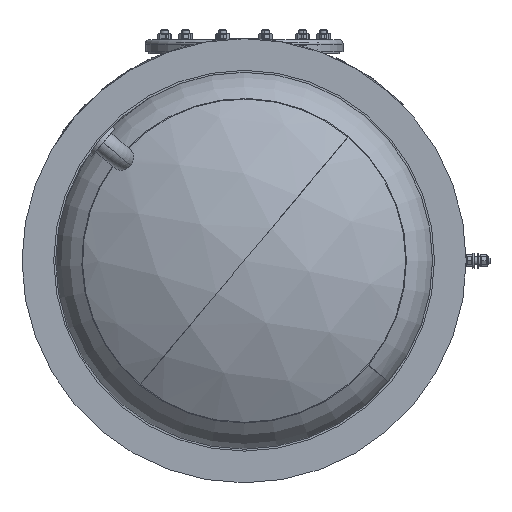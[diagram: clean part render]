
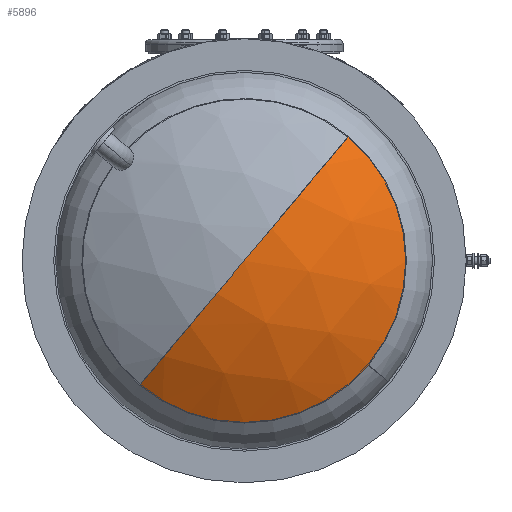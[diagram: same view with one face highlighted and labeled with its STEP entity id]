
A CAD part, front view. The second image highlights one B-rep face of the part: STEP entity #5896.
In plain terms, the highlighted spherical face has radius 482 mm.
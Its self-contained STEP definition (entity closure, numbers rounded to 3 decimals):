
#2388 = AXIS2_PLACEMENT_3D ( 'NONE', #4975, #9922, #21824 ) ;
#4196 = CARTESIAN_POINT ( 'NONE',  ( 0., 116.561, 0. ) ) ;
#4384 = CARTESIAN_POINT ( 'NONE',  ( 0., 116.561, 0. ) ) ;
#4462 = DIRECTION ( 'NONE',  ( 0., -1., 0. ) ) ;
#4975 = CARTESIAN_POINT ( 'NONE',  ( 0., -292., 0. ) ) ;
#4994 = FACE_OUTER_BOUND ( 'NONE', #7589, .T. ) ;
#5614 = AXIS2_PLACEMENT_3D ( 'NONE', #4384, #10323, #24131 ) ;
#5896 = ADVANCED_FACE ( 'NONE', ( #4994 ), #6556, .T. ) ;
#5900 = ORIENTED_EDGE ( 'NONE', *, *, #21827, .T. ) ;
#5905 = CIRCLE ( 'NONE', #2388, 482. ) ;
#6072 = AXIS2_PLACEMENT_3D ( 'NONE', #19539, #23527, #17393 ) ;
#6556 = SPHERICAL_SURFACE ( 'NONE', #6072, 482. ) ;
#7540 = EDGE_CURVE ( 'NONE', #14201, #10196, #5905, .T. ) ;
#7589 = EDGE_LOOP ( 'NONE', ( #22266, #5900, #23240, #9993 ) ) ;
#9170 = VERTEX_POINT ( 'NONE', #15065 ) ;
#9562 = EDGE_CURVE ( 'NONE', #9170, #21986, #14475, .T. ) ;
#9639 = EDGE_CURVE ( 'NONE', #10196, #9170, #13522, .T. ) ;
#9922 = DIRECTION ( 'NONE',  ( 0., 0., -1. ) ) ;
#9993 = ORIENTED_EDGE ( 'NONE', *, *, #9639, .F. ) ;
#10196 = VERTEX_POINT ( 'NONE', #25236 ) ;
#10323 = DIRECTION ( 'NONE',  ( 0., -1., 0. ) ) ;
#11960 = AXIS2_PLACEMENT_3D ( 'NONE', #4196, #4462, #14430 ) ;
#12741 = DIRECTION ( 'NONE',  ( 1., 0., 0. ) ) ;
#13340 = CARTESIAN_POINT ( 'NONE',  ( -255.738, 116.561, 0. ) ) ;
#13459 = CARTESIAN_POINT ( 'NONE',  ( 0., 190., 0. ) ) ;
#13522 = CIRCLE ( 'NONE', #5614, 255.738 ) ;
#14102 = AXIS2_PLACEMENT_3D ( 'NONE', #15100, #22980, #12741 ) ;
#14201 = VERTEX_POINT ( 'NONE', #13459 ) ;
#14430 = DIRECTION ( 'NONE',  ( 0., 0., -1. ) ) ;
#14475 = CIRCLE ( 'NONE', #11960, 255.738 ) ;
#15065 = CARTESIAN_POINT ( 'NONE',  ( 0., 116.561, 255.738 ) ) ;
#15100 = CARTESIAN_POINT ( 'NONE',  ( 0., -292., 0. ) ) ;
#17393 = DIRECTION ( 'NONE',  ( -1., 0., 0. ) ) ;
#19539 = CARTESIAN_POINT ( 'NONE',  ( 0., -292., 0. ) ) ;
#21824 = DIRECTION ( 'NONE',  ( -1., 0., 0. ) ) ;
#21827 = EDGE_CURVE ( 'NONE', #14201, #21986, #23207, .T. ) ;
#21986 = VERTEX_POINT ( 'NONE', #13340 ) ;
#22266 = ORIENTED_EDGE ( 'NONE', *, *, #7540, .F. ) ;
#22980 = DIRECTION ( 'NONE',  ( 0., 0., 1. ) ) ;
#23207 = CIRCLE ( 'NONE', #14102, 482. ) ;
#23240 = ORIENTED_EDGE ( 'NONE', *, *, #9562, .F. ) ;
#23527 = DIRECTION ( 'NONE',  ( 0., 0., -1. ) ) ;
#24131 = DIRECTION ( 'NONE',  ( 0., 0., -1. ) ) ;
#25236 = CARTESIAN_POINT ( 'NONE',  ( 255.738, 116.561, 0. ) ) ;
